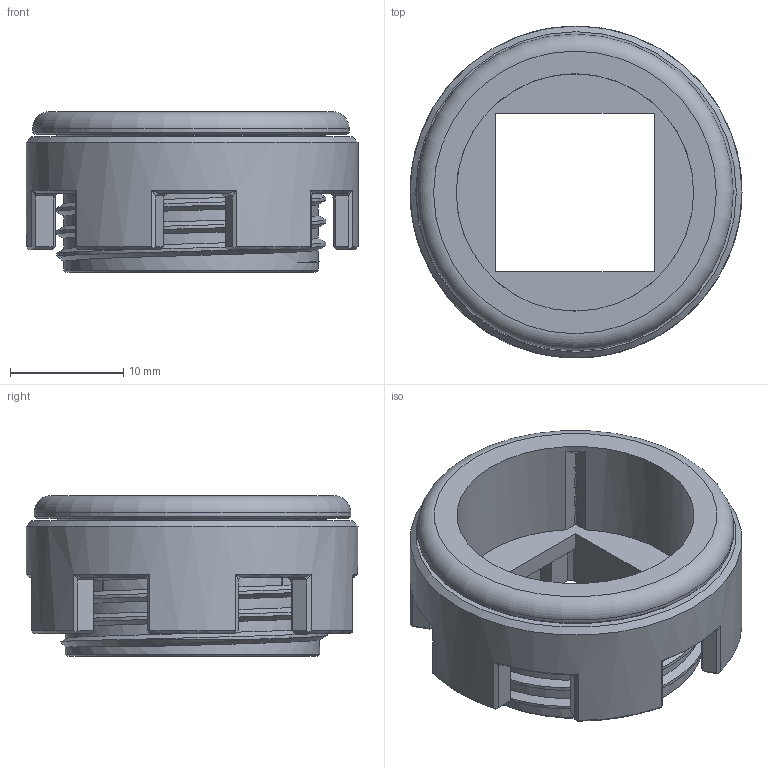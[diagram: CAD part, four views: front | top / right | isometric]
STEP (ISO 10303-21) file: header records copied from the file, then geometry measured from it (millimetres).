
FILE_DESCRIPTION(/* description */ (''),/* implementation_level */ '2;1');
FILE_NAME(/* name */ 'OSBMX v2 24.step',/* time_stamp */ '2025-05-25T21:44:12-04:00',/* author */ (''),/* organization */ (''),/* preprocessor_version */ 'ST-DEVELOPER v20.1',/* originating_system */ 'Autodesk Translation Framework v14.10.0.0',/* authorisation */ '');
FILE_SCHEMA (('AUTOMOTIVE_DESIGN { 1 0 10303 214 3 1 1 }'));
Length unit declared in the file: millimetre
Products named in the file (1): cherry mx v28
Bounding box: 29.36 x 29.36 x 14.2 mm (x, y, z)
Volume: 3486.6 mm3; surface area: 5265.9 mm2
Topology: 3 solids, 3 shells, 247 faces, 751 edges, 482 vertices
Faces by surface type: plane 139, cylinder 53, cone 50, bspline 4, torus 1
Full cylindrical faces by diameter (mm): 1.8 x2, 21 x1, 22.5 x3, 23.18 x1, 23.822 x4, 24 x2, 24.541 x2, 25 x2, 28 x1, 29.361 x1
Entity records: 11282 total; most frequent: CARTESIAN_POINT 4913, ORIENTED_EDGE 1502, DIRECTION 1166, EDGE_CURVE 751, VERTEX_POINT 482, AXIS2_PLACEMENT_3D 409, LINE 348, VECTOR 348
